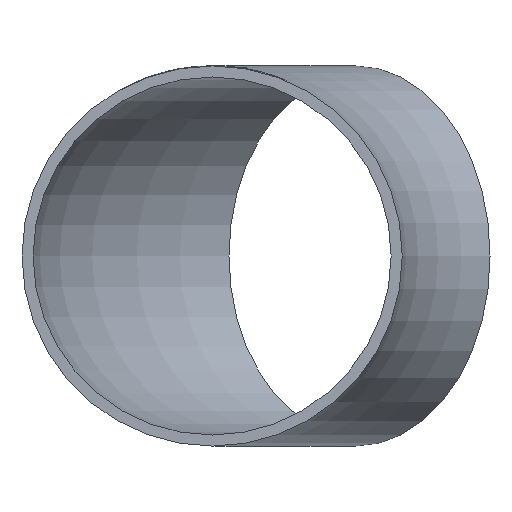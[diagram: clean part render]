
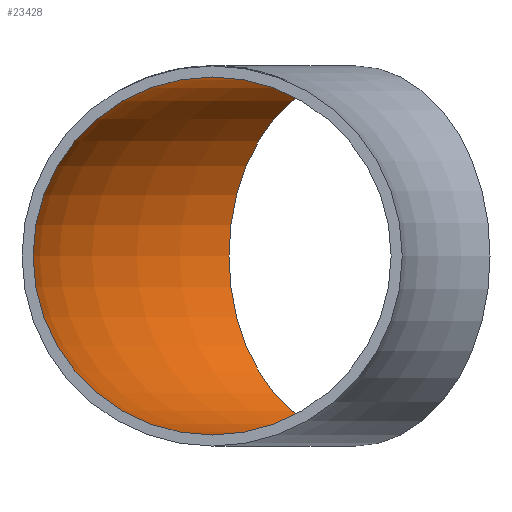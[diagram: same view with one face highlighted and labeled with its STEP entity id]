
A CAD part, front view. The second image highlights one B-rep face of the part: STEP entity #23428.
In plain terms, the highlighted toroidal (fillet/blend) face has major radius 114.5 mm and minor radius 41.85 mm.
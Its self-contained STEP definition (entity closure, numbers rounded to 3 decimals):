
#328 = AXIS2_PLACEMENT_3D ( 'NONE', #22248, #16241, #22373 ) ;
#715 = CIRCLE ( 'NONE', #16109, 41.85 ) ;
#2310 = FACE_OUTER_BOUND ( 'NONE', #3064, .T. ) ;
#2665 = VERTEX_POINT ( 'NONE', #16212 ) ;
#2999 = DIRECTION ( 'NONE',  ( 0., 1., 0. ) ) ;
#3064 = EDGE_LOOP ( 'NONE', ( #11351 ) ) ;
#3261 = DIRECTION ( 'NONE',  ( 0., 0., 1. ) ) ;
#6640 = ORIENTED_EDGE ( 'NONE', *, *, #21727, .F. ) ;
#8595 = AXIS2_PLACEMENT_3D ( 'NONE', #15746, #11835, #21872 ) ;
#10728 = VERTEX_POINT ( 'NONE', #24177 ) ;
#11351 = ORIENTED_EDGE ( 'NONE', *, *, #24224, .T. ) ;
#11835 = DIRECTION ( 'NONE',  ( 0.707, 0.707, 0. ) ) ;
#15608 = FACE_OUTER_BOUND ( 'NONE', #18442, .T. ) ;
#15746 = CARTESIAN_POINT ( 'NONE',  ( -80.964, 80.964, 0. ) ) ;
#16109 = AXIS2_PLACEMENT_3D ( 'NONE', #25410, #2999, #3261 ) ;
#16212 = CARTESIAN_POINT ( 'NONE',  ( -114.5, 0., 41.85 ) ) ;
#16241 = DIRECTION ( 'NONE',  ( 0., 0., -1. ) ) ;
#18442 = EDGE_LOOP ( 'NONE', ( #6640 ) ) ;
#21727 = EDGE_CURVE ( 'NONE', #2665, #2665, #715, .T. ) ;
#21872 = DIRECTION ( 'NONE',  ( -0.707, 0.707, 0. ) ) ;
#22248 = CARTESIAN_POINT ( 'NONE',  ( 0., 0., 0. ) ) ;
#22373 = DIRECTION ( 'NONE',  ( -1., 0., 0. ) ) ;
#23208 = TOROIDAL_SURFACE ( 'NONE', #328, 114.5, 41.85 ) ;
#23428 = ADVANCED_FACE ( 'NONE', ( #2310, #15608 ), #23208, .F. ) ;
#24177 = CARTESIAN_POINT ( 'NONE',  ( -110.556, 110.556, 0. ) ) ;
#24224 = EDGE_CURVE ( 'NONE', #10728, #10728, #24401, .T. ) ;
#24401 = CIRCLE ( 'NONE', #8595, 41.85 ) ;
#25410 = CARTESIAN_POINT ( 'NONE',  ( -114.5, 0., 0. ) ) ;
